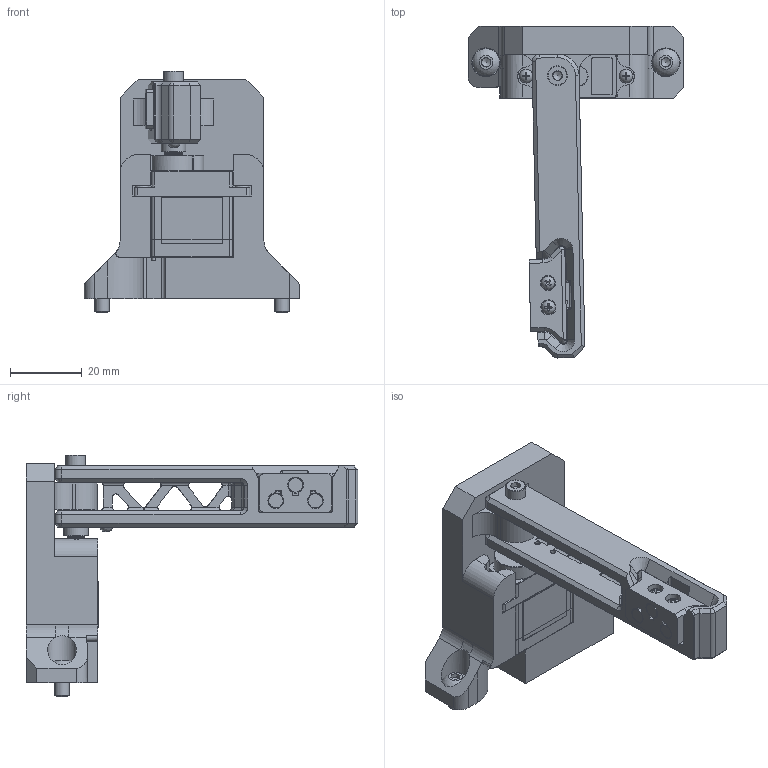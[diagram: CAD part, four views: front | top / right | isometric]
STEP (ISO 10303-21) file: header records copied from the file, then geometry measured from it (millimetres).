
FILE_DESCRIPTION (( 'STEP AP214' ), '1' );
FILE_NAME ('Klicky_Dock.STEP', '2025-05-13T12:00:52', ( '' ), ( '' ), 'SwSTEP 2.0', 'SolidWorks 2021', '' );
FILE_SCHEMA (( 'AUTOMOTIVE_DESIGN' ));
Length unit declared in the file: millimetre
Products named in the file (13): Klicky_Dock2_02; Klicky_Servo_Mount_01; Ìàãíèò4õ2_00; [4145] TowerPro SG90 Mini Servo-SunRobotics_in-Pt1_Peca; [4145] TowerPro SG90 Mini Servo-SunRobotics_in-Pt2_Peca; Klicky_Probe_01; Klicky_Dock; socket button head screw_iso_ISO 7380 - M4 x 8 --- 8N; Microswitch_▼ｧ ｫｯｪｨ; 梦岩 17473-80_偍 A2.M2x8 儙憭 17473-80; socket head cap screw_iso_ISO 4762 M3 x 16 --- 16N; 梦岩 17473-80_偍 A2.M2x4 儙憭 17473-80; 櫻蠉錪3^Klicky_Probe_01
Assembly tree (20 placements, depth 3):
  Klicky_Dock
    [4145] TowerPro SG90 Mini Servo-SunRobotics_in-Pt1_Peca
    Klicky_Dock2_02
    Klicky_Servo_Mount_01
    [4145] TowerPro SG90 Mini Servo-SunRobotics_in-Pt2_Peca
    Klicky_Probe_01
      Microswitch_▼ｧ ｫｯｪｨ
      櫻蠉錪3^Klicky_Probe_01
      梦岩 17473-80_偍 A2.M2x8 儙憭 17473-80  x2
      Ìàãíèò4õ2_00  x4
    梦岩 17473-80_偍 A2.M2x4 儙憭 17473-80
    梦岩 17473-80_偍 A2.M2x8 儙憭 17473-80  x2
    socket button head screw_iso_ISO 7380 - M4 x 8 --- 8N  x2
    socket head cap screw_iso_ISO 4762 M3 x 16 --- 16N
    Ìàãíèò4õ2_00
Bounding box: 60 x 92.32 x 67.25 mm (x, y, z)
Volume: 52633.8 mm3; surface area: 26239 mm2
Topology: 32 solids, 32 shells, 1405 faces, 3686 edges, 2392 vertices
Faces by surface type: plane 879, cylinder 304, bspline 95, cone 76, torus 39, sphere 12
Full cylindrical faces by diameter (mm): 1 x3, 1.2 x6, 1.5 x2, 1.6 x4, 1.7 x4, 1.8 x6, 2 x9, 2.1 x1, 2.7 x2, 3 x1, 3.2 x1, 4 x9, 4.2 x2, 4.4 x2, 4.6 x1, 5 x1, 5.5 x1, 6.9 x1, 7.6 x2, 8 x2
Entity records: 46788 total; most frequent: CARTESIAN_POINT 11521, ORIENTED_EDGE 6788, DIRECTION 6170, EDGE_CURVE 3394, VECTOR 2256, LINE 2256, VERTEX_POINT 2246, AXIS2_PLACEMENT_3D 1957
